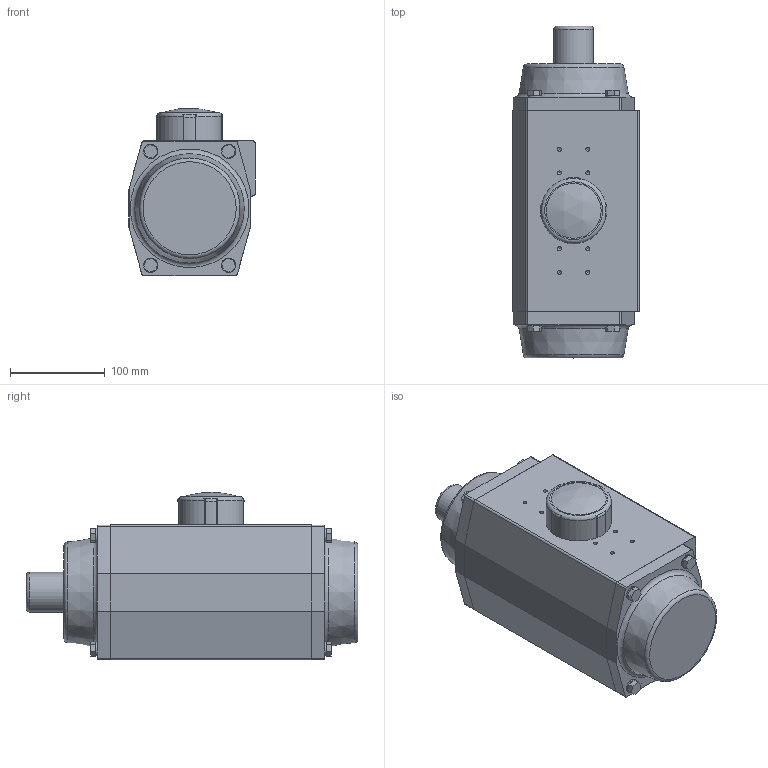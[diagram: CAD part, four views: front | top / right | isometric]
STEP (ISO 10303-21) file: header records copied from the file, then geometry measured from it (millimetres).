
FILE_DESCRIPTION( ( 'STEP AP214' ), '1' );
FILE_NAME( ' ', ' ', ( ' ' ), ( ' ' ), 'PSStep 13.0', 'VISI 18.0', ' ' );
FILE_SCHEMA( ( 'AUTOMOTIVE_DESIGN { 1 0 10303 214 1 1 1 1 }' ) );
Length unit declared in the file: millimetre
Products named in the file (1): 1
Bounding box: 133 x 350 x 176.34 mm (x, y, z)
Volume: 4983868 mm3; surface area: 198349.4 mm2
Topology: 1 solids, 1 shells, 295 faces, 705 edges, 431 vertices
Faces by surface type: plane 212, cylinder 52, cone 20, torus 10, sphere 1
Full cylindrical faces by diameter (mm): 4.2 x12, 8.5 x4, 11.445 x2, 15 x8, 42 x1, 53 x1, 60 x1, 70 x1
Entity records: 10391 total; most frequent: CARTESIAN_POINT 1434, DIRECTION 1404, ORIENTED_EDGE 1242, EDGE_CURVE 621, AXIS2_PLACEMENT_3D 503, VERTEX_POINT 421, LINE 398, VECTOR 398
